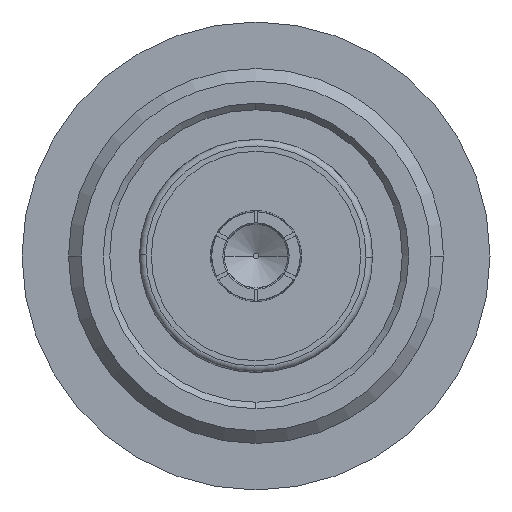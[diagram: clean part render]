
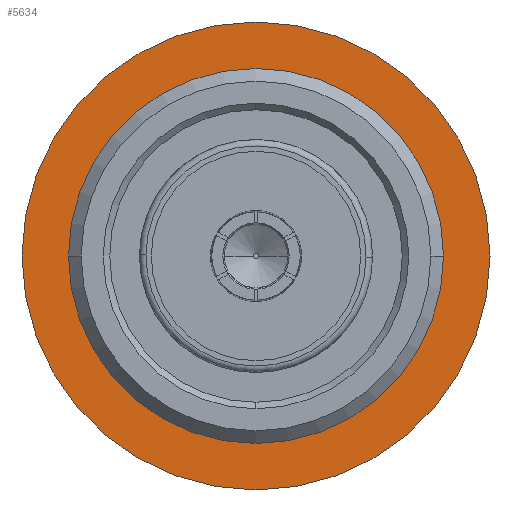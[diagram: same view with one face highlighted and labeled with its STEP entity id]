
A CAD part, left-side view. The second image highlights one B-rep face of the part: STEP entity #5634.
In plain terms, the highlighted planar face has unit normal (-1, 0, 0).
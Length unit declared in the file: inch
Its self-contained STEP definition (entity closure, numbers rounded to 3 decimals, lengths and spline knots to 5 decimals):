
#230 = CARTESIAN_POINT ( 'NONE',  ( 0.38976, 0., 0. ) ) ;
#242 = DIRECTION ( 'NONE',  ( 0., 1., 0. ) ) ;
#377 = ORIENTED_EDGE ( 'NONE', *, *, #1777, .T. ) ;
#723 = FACE_BOUND ( 'NONE', #1601, .T. ) ;
#955 = CARTESIAN_POINT ( 'NONE',  ( 0.38976, -0.52953, 0. ) ) ;
#975 = DIRECTION ( 'NONE',  ( 0., 1., 0. ) ) ;
#1159 = CARTESIAN_POINT ( 'NONE',  ( 0.38976, 0.52953, 0. ) ) ;
#1480 = CARTESIAN_POINT ( 'NONE',  ( 0.38976, 0., 0. ) ) ;
#1601 = EDGE_LOOP ( 'NONE', ( #377, #4307 ) ) ;
#1777 = EDGE_CURVE ( 'NONE', #4753, #1989, #3747, .T. ) ;
#1989 = VERTEX_POINT ( 'NONE', #955 ) ;
#2013 = AXIS2_PLACEMENT_3D ( 'NONE', #230, #3689, #4130 ) ;
#2249 = VERTEX_POINT ( 'NONE', #4161 ) ;
#2680 = DIRECTION ( 'NONE',  ( -1., 0., 0. ) ) ;
#2787 = VERTEX_POINT ( 'NONE', #4933 ) ;
#3117 = AXIS2_PLACEMENT_3D ( 'NONE', #1480, #4833, #5840 ) ;
#3136 = DIRECTION ( 'NONE',  ( -1., 0., 0. ) ) ;
#3170 = ORIENTED_EDGE ( 'NONE', *, *, #5987, .T. ) ;
#3689 = DIRECTION ( 'NONE',  ( -1., 0., 0. ) ) ;
#3747 = CIRCLE ( 'NONE', #6107, 0.52953 ) ;
#3830 = CIRCLE ( 'NONE', #4232, 0.70866 ) ;
#4092 = DIRECTION ( 'NONE',  ( 0., 1., 0. ) ) ;
#4122 = CARTESIAN_POINT ( 'NONE',  ( 0.38976, 0., 0. ) ) ;
#4130 = DIRECTION ( 'NONE',  ( 0., 0., 1. ) ) ;
#4161 = CARTESIAN_POINT ( 'NONE',  ( 0.38976, 0.70866, 0. ) ) ;
#4178 = CARTESIAN_POINT ( 'NONE',  ( 0.38976, 0., 0. ) ) ;
#4232 = AXIS2_PLACEMENT_3D ( 'NONE', #5578, #3136, #975 ) ;
#4243 = CIRCLE ( 'NONE', #3117, 0.52953 ) ;
#4307 = ORIENTED_EDGE ( 'NONE', *, *, #6073, .T. ) ;
#4471 = EDGE_CURVE ( 'NONE', #2787, #2249, #3830, .T. ) ;
#4563 = DIRECTION ( 'NONE',  ( 1., 0., 0. ) ) ;
#4753 = VERTEX_POINT ( 'NONE', #1159 ) ;
#4807 = EDGE_LOOP ( 'NONE', ( #3170, #5735 ) ) ;
#4833 = DIRECTION ( 'NONE',  ( 1., 0., 0. ) ) ;
#4933 = CARTESIAN_POINT ( 'NONE',  ( 0.38976, -0.70866, 0. ) ) ;
#5171 = CIRCLE ( 'NONE', #5682, 0.70866 ) ;
#5578 = CARTESIAN_POINT ( 'NONE',  ( 0.38976, 0., 0. ) ) ;
#5634 = ADVANCED_FACE ( 'NONE', ( #723, #6191 ), #6162, .T. ) ;
#5682 = AXIS2_PLACEMENT_3D ( 'NONE', #4122, #2680, #4092 ) ;
#5735 = ORIENTED_EDGE ( 'NONE', *, *, #4471, .T. ) ;
#5840 = DIRECTION ( 'NONE',  ( 0., 1., 0. ) ) ;
#5987 = EDGE_CURVE ( 'NONE', #2249, #2787, #5171, .T. ) ;
#6073 = EDGE_CURVE ( 'NONE', #1989, #4753, #4243, .T. ) ;
#6107 = AXIS2_PLACEMENT_3D ( 'NONE', #4178, #4563, #242 ) ;
#6162 = PLANE ( 'NONE',  #2013 ) ;
#6191 = FACE_OUTER_BOUND ( 'NONE', #4807, .T. ) ;
